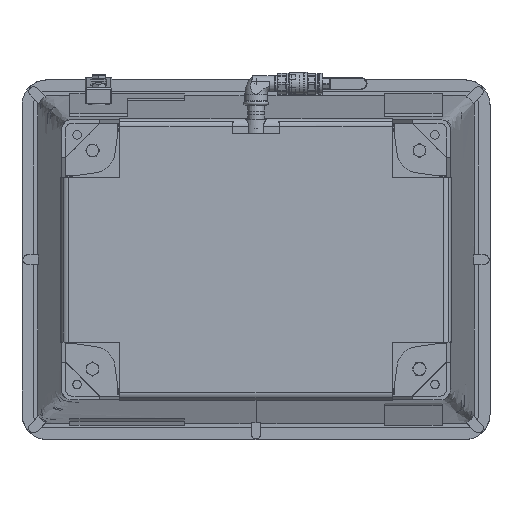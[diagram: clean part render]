
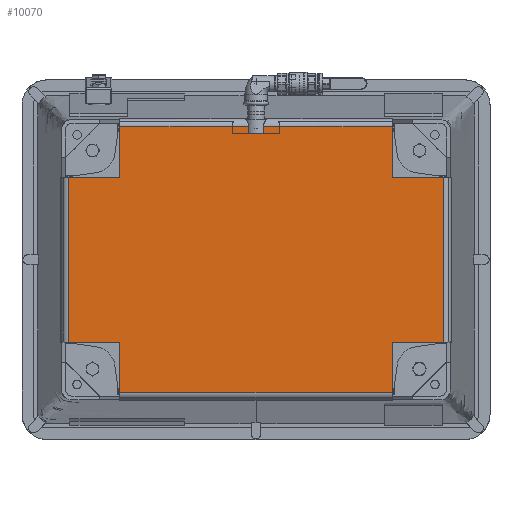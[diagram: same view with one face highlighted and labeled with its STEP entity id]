
A CAD part, front view. The second image highlights one B-rep face of the part: STEP entity #10070.
In plain terms, the highlighted planar face has unit normal (0, -1, 0).
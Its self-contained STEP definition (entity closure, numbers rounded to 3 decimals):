
#10070 = ADVANCED_FACE( '', ( #20821 ), #20822, .T. );
#20821 = FACE_OUTER_BOUND( '', #32108, .T. );
#20822 = PLANE( '', #32109 );
#32108 = EDGE_LOOP( '', ( #60035, #60036, #60037, #60038, #60039, #60040, #60041, #60042, #60043, #60044, #60045, #60046, #60047, #60048, #60049, #60050, #60051, #60052 ) );
#32109 = AXIS2_PLACEMENT_3D( '', #60053, #60054, #60055 );
#60035 = ORIENTED_EDGE( '', *, *, #72957, .T. );
#60036 = ORIENTED_EDGE( '', *, *, #70913, .T. );
#60037 = ORIENTED_EDGE( '', *, *, #72958, .T. );
#60038 = ORIENTED_EDGE( '', *, *, #63545, .T. );
#60039 = ORIENTED_EDGE( '', *, *, #73264, .T. );
#60040 = ORIENTED_EDGE( '', *, *, #73208, .F. );
#60041 = ORIENTED_EDGE( '', *, *, #72682, .T. );
#60042 = ORIENTED_EDGE( '', *, *, #72234, .T. );
#60043 = ORIENTED_EDGE( '', *, *, #73887, .F. );
#60044 = ORIENTED_EDGE( '', *, *, #72693, .F. );
#60045 = ORIENTED_EDGE( '', *, *, #74255, .F. );
#60046 = ORIENTED_EDGE( '', *, *, #74256, .T. );
#60047 = ORIENTED_EDGE( '', *, *, #70005, .F. );
#60048 = ORIENTED_EDGE( '', *, *, #74257, .F. );
#60049 = ORIENTED_EDGE( '', *, *, #74028, .T. );
#60050 = ORIENTED_EDGE( '', *, *, #63912, .T. );
#60051 = ORIENTED_EDGE( '', *, *, #68976, .T. );
#60052 = ORIENTED_EDGE( '', *, *, #63547, .T. );
#60053 = CARTESIAN_POINT( '', ( 242.187, -354.153, 106.755 ) );
#60054 = DIRECTION( '', ( 0., -1., 0. ) );
#60055 = DIRECTION( '', ( 0., 0., -1. ) );
#63545 = EDGE_CURVE( '', #75508, #75506, #75509, .F. );
#63547 = EDGE_CURVE( '', #75512, #75510, #75513, .T. );
#63912 = EDGE_CURVE( '', #76154, #76152, #76155, .T. );
#68976 = EDGE_CURVE( '', #76152, #75512, #84575, .T. );
#70005 = EDGE_CURVE( '', #86147, #86144, #86149, .T. );
#70913 = EDGE_CURVE( '', #75764, #75766, #87397, .T. );
#72234 = EDGE_CURVE( '', #89147, #89145, #89148, .T. );
#72682 = EDGE_CURVE( '', #89695, #89147, #89697, .T. );
#72693 = EDGE_CURVE( '', #89708, #89710, #89711, .T. );
#72957 = EDGE_CURVE( '', #75510, #75764, #90025, .T. );
#72958 = EDGE_CURVE( '', #75766, #75508, #90026, .T. );
#73208 = EDGE_CURVE( '', #89695, #90324, #90325, .T. );
#73264 = EDGE_CURVE( '', #75506, #90324, #90390, .T. );
#73887 = EDGE_CURVE( '', #89710, #89145, #91103, .T. );
#74028 = EDGE_CURVE( '', #91262, #76154, #91263, .T. );
#74255 = EDGE_CURVE( '', #91502, #89708, #91503, .T. );
#74256 = EDGE_CURVE( '', #91502, #86144, #91504, .T. );
#74257 = EDGE_CURVE( '', #91262, #86147, #91505, .T. );
#75506 = VERTEX_POINT( '', #93175 );
#75508 = VERTEX_POINT( '', #93192 );
#75509 = LINE( '', #93193, #93194 );
#75510 = VERTEX_POINT( '', #93195 );
#75512 = VERTEX_POINT( '', #93197 );
#75513 = LINE( '', #93198, #93199 );
#75764 = VERTEX_POINT( '', #93739 );
#75766 = VERTEX_POINT( '', #93741 );
#76152 = VERTEX_POINT( '', #94578 );
#76154 = VERTEX_POINT( '', #94580 );
#76155 = LINE( '', #94581, #94582 );
#84575 = LINE( '', #108818, #108819 );
#86144 = VERTEX_POINT( '', #111283 );
#86147 = VERTEX_POINT( '', #111288 );
#86149 = LINE( '', #111290, #111291 );
#87397 = LINE( '', #113503, #113504 );
#89145 = VERTEX_POINT( '', #116679 );
#89147 = VERTEX_POINT( '', #116681 );
#89148 = LINE( '', #116682, #116683 );
#89695 = VERTEX_POINT( '', #117456 );
#89697 = LINE( '', #117459, #117460 );
#89708 = VERTEX_POINT( '', #117472 );
#89710 = VERTEX_POINT( '', #117474 );
#89711 = LINE( '', #117475, #117476 );
#90025 = LINE( '', #118030, #118031 );
#90026 = LINE( '', #118032, #118033 );
#90324 = VERTEX_POINT( '', #118513 );
#90325 = LINE( '', #118514, #118515 );
#90390 = LINE( '', #118627, #118628 );
#91103 = LINE( '', #119846, #119847 );
#91262 = VERTEX_POINT( '', #120107 );
#91263 = LINE( '', #120108, #120109 );
#91502 = VERTEX_POINT( '', #120448 );
#91503 = LINE( '', #120449, #120450 );
#91504 = LINE( '', #120451, #120452 );
#91505 = LINE( '', #120453, #120454 );
#93175 = CARTESIAN_POINT( '', ( -9.639, -354.153, 172.187 ) );
#93192 = CARTESIAN_POINT( '', ( -9.639, -354.153, 162.63 ) );
#93193 = CARTESIAN_POINT( '', ( -9.639, -354.153, 162.63 ) );
#93194 = VECTOR( '', #121580, 1000. );
#93195 = CARTESIAN_POINT( '', ( 9.639, -354.153, 162.63 ) );
#93197 = CARTESIAN_POINT( '', ( 9.639, -354.153, 172.187 ) );
#93198 = CARTESIAN_POINT( '', ( 9.639, -354.153, 162.63 ) );
#93199 = VECTOR( '', #121584, 1000. );
#93739 = CARTESIAN_POINT( '', ( 2.597, -354.153, 162.63 ) );
#93741 = CARTESIAN_POINT( '', ( -2.597, -354.153, 162.63 ) );
#94578 = CARTESIAN_POINT( '', ( 176.255, -354.153, 172.187 ) );
#94580 = CARTESIAN_POINT( '', ( 176.255, -354.153, 106.755 ) );
#94581 = CARTESIAN_POINT( '', ( 176.255, -354.153, -172.187 ) );
#94582 = VECTOR( '', #122012, 1000. );
#108818 = CARTESIAN_POINT( '', ( 176.255, -354.153, 172.187 ) );
#108819 = VECTOR( '', #128448, 1000. );
#111283 = CARTESIAN_POINT( '', ( 176.255, -354.153, -106.755 ) );
#111288 = CARTESIAN_POINT( '', ( 242.187, -354.153, -106.755 ) );
#111290 = CARTESIAN_POINT( '', ( 242.187, -354.153, -106.755 ) );
#111291 = VECTOR( '', #129643, 1000. );
#113503 = CARTESIAN_POINT( '', ( 242.187, -354.153, 162.63 ) );
#113504 = VECTOR( '', #130577, 1000. );
#116679 = CARTESIAN_POINT( '', ( -242.187, -354.153, -106.755 ) );
#116681 = CARTESIAN_POINT( '', ( -242.187, -354.153, 106.755 ) );
#116682 = CARTESIAN_POINT( '', ( -242.187, -354.153, 106.755 ) );
#116683 = VECTOR( '', #132053, 1000. );
#117456 = CARTESIAN_POINT( '', ( -176.255, -354.153, 106.755 ) );
#117459 = CARTESIAN_POINT( '', ( 242.187, -354.153, 106.755 ) );
#117460 = VECTOR( '', #132559, 1000. );
#117472 = CARTESIAN_POINT( '', ( -176.255, -354.153, -172.187 ) );
#117474 = CARTESIAN_POINT( '', ( -176.255, -354.153, -106.755 ) );
#117475 = CARTESIAN_POINT( '', ( -176.255, -354.153, -172.187 ) );
#117476 = VECTOR( '', #132570, 1000. );
#118030 = CARTESIAN_POINT( '', ( 242.187, -354.153, 162.63 ) );
#118031 = VECTOR( '', #132796, 1000. );
#118032 = CARTESIAN_POINT( '', ( 242.187, -354.153, 162.63 ) );
#118033 = VECTOR( '', #132797, 1000. );
#118513 = CARTESIAN_POINT( '', ( -176.255, -354.153, 172.187 ) );
#118514 = CARTESIAN_POINT( '', ( -176.255, -354.153, -172.187 ) );
#118515 = VECTOR( '', #133011, 1000. );
#118627 = CARTESIAN_POINT( '', ( 176.255, -354.153, 172.187 ) );
#118628 = VECTOR( '', #133048, 1000. );
#119846 = CARTESIAN_POINT( '', ( 242.187, -354.153, -106.755 ) );
#119847 = VECTOR( '', #133518, 1000. );
#120107 = CARTESIAN_POINT( '', ( 242.187, -354.153, 106.755 ) );
#120108 = CARTESIAN_POINT( '', ( 242.187, -354.153, 106.755 ) );
#120109 = VECTOR( '', #133602, 1000. );
#120448 = CARTESIAN_POINT( '', ( 176.255, -354.153, -172.187 ) );
#120449 = CARTESIAN_POINT( '', ( 176.255, -354.153, -172.187 ) );
#120450 = VECTOR( '', #133722, 1000. );
#120451 = CARTESIAN_POINT( '', ( 176.255, -354.153, -172.187 ) );
#120452 = VECTOR( '', #133723, 1000. );
#120453 = CARTESIAN_POINT( '', ( 242.187, -354.153, 106.755 ) );
#120454 = VECTOR( '', #133724, 1000. );
#121580 = DIRECTION( '', ( 0., 0., -1. ) );
#121584 = DIRECTION( '', ( 0., 0., -1. ) );
#122012 = DIRECTION( '', ( 0., 0., 1. ) );
#128448 = DIRECTION( '', ( -1., 0., 0. ) );
#129643 = DIRECTION( '', ( -1., 0., 0. ) );
#130577 = DIRECTION( '', ( -1., 0., 0. ) );
#132053 = DIRECTION( '', ( 0., 0., -1. ) );
#132559 = DIRECTION( '', ( -1., 0., 0. ) );
#132570 = DIRECTION( '', ( 0., 0., 1. ) );
#132796 = DIRECTION( '', ( -1., 0., 0. ) );
#132797 = DIRECTION( '', ( -1., 0., 0. ) );
#133011 = DIRECTION( '', ( 0., 0., 1. ) );
#133048 = DIRECTION( '', ( -1., 0., 0. ) );
#133518 = DIRECTION( '', ( -1., 0., 0. ) );
#133602 = DIRECTION( '', ( -1., 0., 0. ) );
#133722 = DIRECTION( '', ( -1., 0., 0. ) );
#133723 = DIRECTION( '', ( 0., 0., 1. ) );
#133724 = DIRECTION( '', ( 0., 0., -1. ) );
